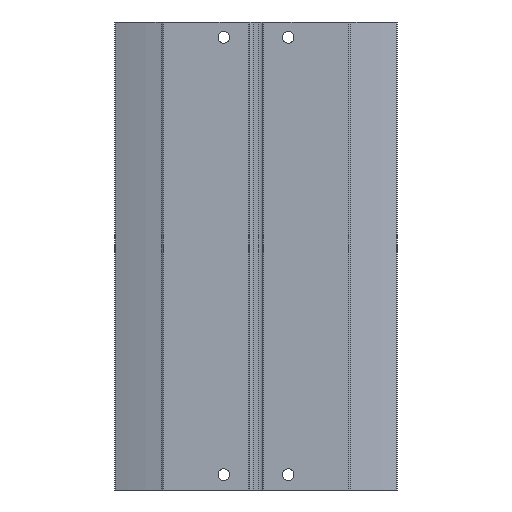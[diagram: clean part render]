
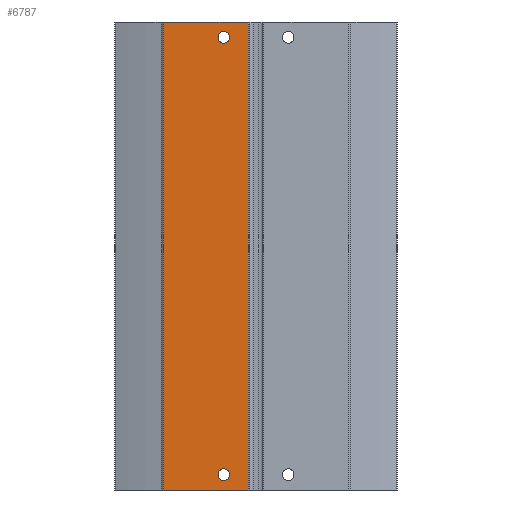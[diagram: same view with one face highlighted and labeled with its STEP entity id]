
A CAD part, front view. The second image highlights one B-rep face of the part: STEP entity #6787.
In plain terms, the highlighted planar face has unit normal (0, -1, 0).
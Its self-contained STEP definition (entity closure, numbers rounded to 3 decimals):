
#315=PLANE('',#7324);
#554=CIRCLE('',#7325,2.25);
#555=CIRCLE('',#7326,2.25);
#1047=ORIENTED_EDGE('',*,*,#2775,.F.);
#1048=ORIENTED_EDGE('',*,*,#2776,.F.);
#1049=ORIENTED_EDGE('',*,*,#2777,.F.);
#1050=ORIENTED_EDGE('',*,*,#2774,.F.);
#1051=ORIENTED_EDGE('',*,*,#2778,.T.);
#1052=ORIENTED_EDGE('',*,*,#2779,.T.);
#2774=EDGE_CURVE('',#3635,#3634,#4254,.T.);
#2775=EDGE_CURVE('',#3636,#3636,#554,.T.);
#2776=EDGE_CURVE('',#3637,#3637,#555,.T.);
#2777=EDGE_CURVE('',#3634,#3638,#4255,.T.);
#2778=EDGE_CURVE('',#3635,#3639,#4256,.T.);
#2779=EDGE_CURVE('',#3639,#3638,#4257,.T.);
#3634=VERTEX_POINT('',#10880);
#3635=VERTEX_POINT('',#10882);
#3636=VERTEX_POINT('',#10886);
#3637=VERTEX_POINT('',#10888);
#3638=VERTEX_POINT('',#10890);
#3639=VERTEX_POINT('',#10892);
#4254=LINE('',#10883,#4709);
#4255=LINE('',#10889,#4710);
#4256=LINE('',#10891,#4711);
#4257=LINE('',#10893,#4712);
#4709=VECTOR('',#8241,1000.);
#4710=VECTOR('',#8248,1000.);
#4711=VECTOR('',#8249,1000.);
#4712=VECTOR('',#8250,1000.);
#5177=EDGE_LOOP('',(#1047));
#5178=EDGE_LOOP('',(#1048));
#5179=EDGE_LOOP('',(#1049,#1050,#1051,#1052));
#5930=FACE_BOUND('',#5177,.T.);
#5931=FACE_BOUND('',#5178,.T.);
#5932=FACE_BOUND('',#5179,.T.);
#6787=ADVANCED_FACE('',(#5930,#5931,#5932),#315,.T.);
#7324=AXIS2_PLACEMENT_3D('',#10884,#8242,#8243);
#7325=AXIS2_PLACEMENT_3D('',#10885,#8244,#8245);
#7326=AXIS2_PLACEMENT_3D('',#10887,#8246,#8247);
#8241=DIRECTION('',(0.,0.,1.));
#8242=DIRECTION('',(0.,-1.,0.));
#8243=DIRECTION('',(0.,0.,-1.));
#8244=DIRECTION('',(0.,-1.,0.));
#8245=DIRECTION('',(0.,0.,-1.));
#8246=DIRECTION('',(0.,-1.,0.));
#8247=DIRECTION('',(0.,0.,-1.));
#8248=DIRECTION('',(1.,0.,0.));
#8249=DIRECTION('',(1.,0.,0.));
#8250=DIRECTION('',(0.,0.,1.));
#10880=CARTESIAN_POINT('',(-36.,0.,0.));
#10882=CARTESIAN_POINT('',(-36.,0.,-182.));
#10883=CARTESIAN_POINT('',(-36.,0.,-182.));
#10884=CARTESIAN_POINT('',(-36.,0.,-182.));
#10885=CARTESIAN_POINT('',(-12.5,0.,-176.));
#10886=CARTESIAN_POINT('',(-12.5,0.,-178.25));
#10887=CARTESIAN_POINT('',(-12.5,0.,-6.));
#10888=CARTESIAN_POINT('',(-12.5,0.,-8.25));
#10889=CARTESIAN_POINT('',(-36.,0.,0.));
#10890=CARTESIAN_POINT('',(-3.,0.,0.));
#10891=CARTESIAN_POINT('',(-36.,0.,-182.));
#10892=CARTESIAN_POINT('',(-3.,0.,-182.));
#10893=CARTESIAN_POINT('',(-3.,0.,-182.));
